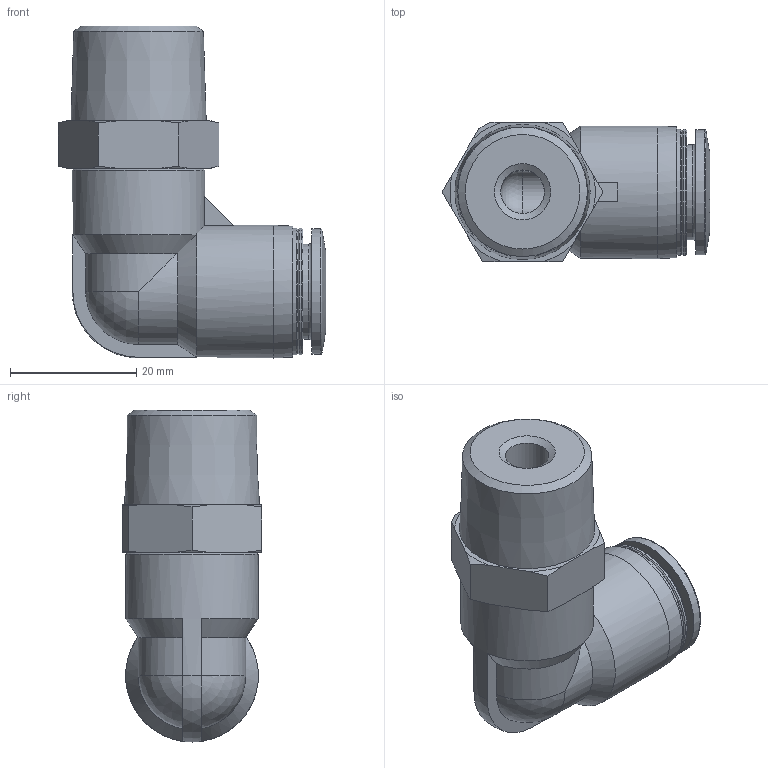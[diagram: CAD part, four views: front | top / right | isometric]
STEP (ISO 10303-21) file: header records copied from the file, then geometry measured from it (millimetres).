
FILE_DESCRIPTION(/* description */ ('STEP AP214'),/* implementation_level */ '2;1');
FILE_NAME(/* name */ '133060_NPQP-L-R12-Q12-FD',/* time_stamp */ '2024-09-13T07:35:29+02:00',/* author */ ('License CC BY-ND 4.0'),/* organization */ ('CADENAS'),/* preprocessor_version */ 'ST-DEVELOPER v19.3',/* originating_system */ 'PARTsolutions',/* authorisation */ ' ');
FILE_SCHEMA (('AUTOMOTIVE_DESIGN {1 0 10303 214 3 1 1}'));
Length unit declared in the file: millimetre
Products named in the file (1): 133060 NPQP-L-R12-Q12-FD
Bounding box: 42.3 x 22 x 52.5 mm (x, y, z)
Volume: 18492.9 mm3; surface area: 7493.2 mm2
Topology: 1 solids, 1 shells, 64 faces, 160 edges, 102 vertices
Faces by surface type: cone 25, plane 19, cylinder 13, sphere 4, torus 3
Full cylindrical faces by diameter (mm): 6.9 x2, 12 x1, 15 x1, 19.8 x1, 20 x2, 21 x2
Entity records: 1831 total; most frequent: CARTESIAN_POINT 403, DIRECTION 291, ORIENTED_EDGE 266, EDGE_CURVE 133, AXIS2_PLACEMENT_3D 129, VERTEX_POINT 97, EDGE_LOOP 92, FACE_BOUND 92
